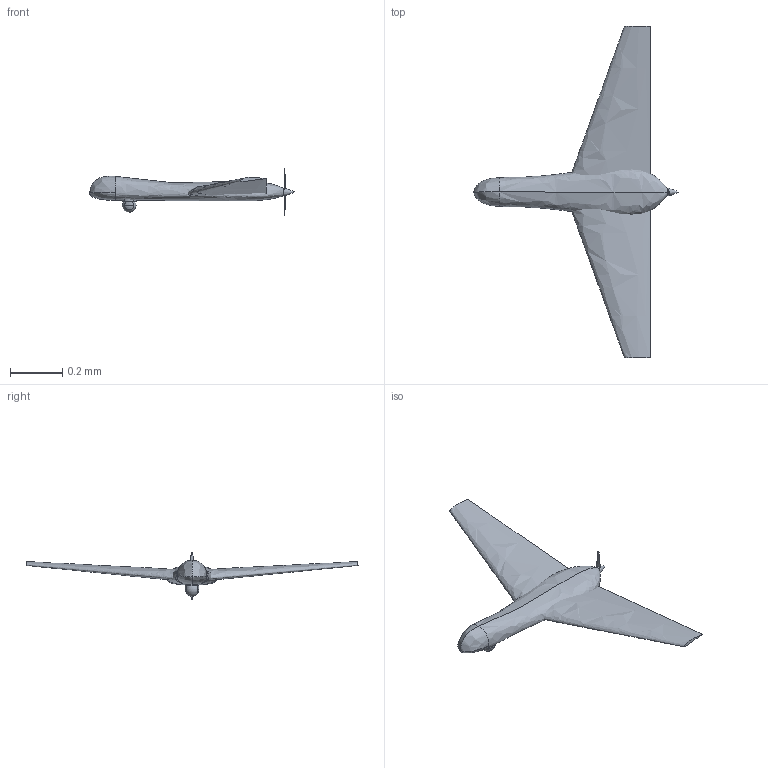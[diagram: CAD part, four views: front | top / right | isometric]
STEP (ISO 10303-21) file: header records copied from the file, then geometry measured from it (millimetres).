
FILE_DESCRIPTION(('Open CASCADE Model'),'2;1');
FILE_NAME('Open CASCADE Shape Model','2018-06-16T00:19:04',('Author'),( 'Open CASCADE'),'ParaPy 1.2.6 - Open CASCADE STEP processor 7.1', 'ParaPy 1.2.6 - Open CASCADE 7.1','Unknown');
FILE_SCHEMA(('AUTOMOTIVE_DESIGN { 1 0 10303 214 1 1 1 1 }'));
Length unit declared in the file: metre
Products named in the file (9): Fuselage; SHELL; SPI_M2D; SOLID; 7x6SF; Propeller_Hub; Left_Wing; Right_Wing
Assembly tree (3 placements, depth 2):
  Fuselage
    SHELL
    SHELL
  SPI_M2D
    SOLID
  7x6SF
  Propeller_Hub
  Left_Wing
Bounding box: 0.78 x 1.27 x 0.18 mm (x, y, z)
Volume: 0 mm3; surface area: 0.9 mm2
Topology: 4 solids, 7 shells, 35 faces, 75 edges, 44 vertices
Faces by surface type: plane 15, bspline 10, cylinder 6, sphere 3, revolution 1
Full cylindrical faces by diameter (mm): 0.053 x1
Entity records: 3896 total; most frequent: CARTESIAN_POINT 2491, DIRECTION 211, ORIENTED_EDGE 124, PCURVE 124, DEFINITIONAL_REPRESENTATION 124, LINE 101, VECTOR 101, EDGE_CURVE 67
